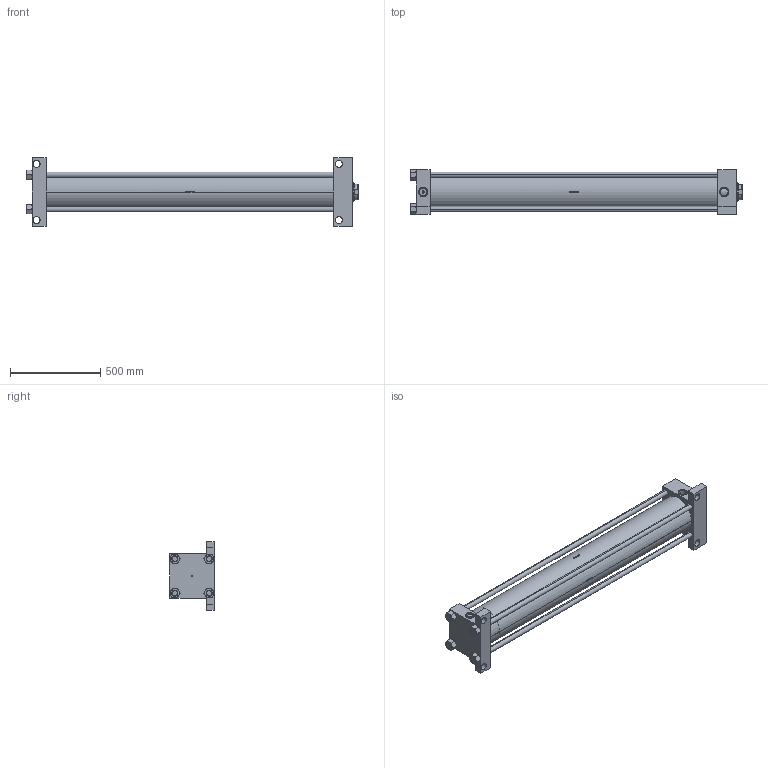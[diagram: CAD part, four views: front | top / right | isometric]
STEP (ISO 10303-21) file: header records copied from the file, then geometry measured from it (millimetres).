
FILE_DESCRIPTION (( 'STEP AP203' ), '1' );
FILE_NAME ('7f70.STEP', '2023-08-23T04:10:59', ( '' ), ( '' ), 'SwSTEP 2.0', 'SolidWorks 2019', '' );
FILE_SCHEMA (( 'CONFIG_CONTROL_DESIGN' ));
Length unit declared in the file: millimetre
Products named in the file (6): 7f70; V215CR_G_TYCINKA bc9d9d1660a2b10e71c330dd40640392; NUT_M5_G bc9d9d1660a2b10e71c330dd40640392; V215CR_VCP_G bc9d9d1660a2b10e71c330dd40640392; V215CR_G_Body bc9d9d1660a2b10e71c330dd40640392; V215_VC_A bc9d9d1660a2b10e71c330dd40640392
Assembly tree (11 placements, depth 2):
  7f70
    V215CR_G_Body bc9d9d1660a2b10e71c330dd40640392
    V215CR_VCP_G bc9d9d1660a2b10e71c330dd40640392
    V215CR_G_TYCINKA bc9d9d1660a2b10e71c330dd40640392  x4
    NUT_M5_G bc9d9d1660a2b10e71c330dd40640392  x4
    V215_VC_A bc9d9d1660a2b10e71c330dd40640392
Bounding box: 1835 x 249.44 x 381 mm (x, y, z)
Volume: 30824387.5 mm3; surface area: 3970497 mm2
Topology: 11 solids, 11 shells, 1135 faces, 2918 edges, 1887 vertices
Faces by surface type: plane 479, bspline 380, cone 144, cylinder 124, torus 8
Entity records: 48092 total; most frequent: CARTESIAN_POINT 26091, ORIENTED_EDGE 5100, DIRECTION 3112, EDGE_CURVE 2550, VERTEX_POINT 1665, VECTOR 1316, LINE 1316, EDGE_LOOP 1081
